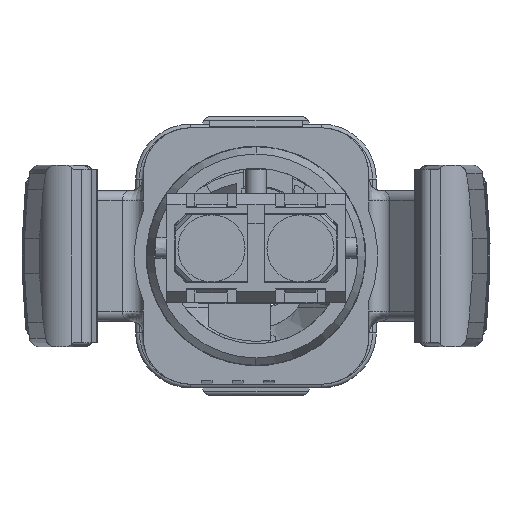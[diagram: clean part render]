
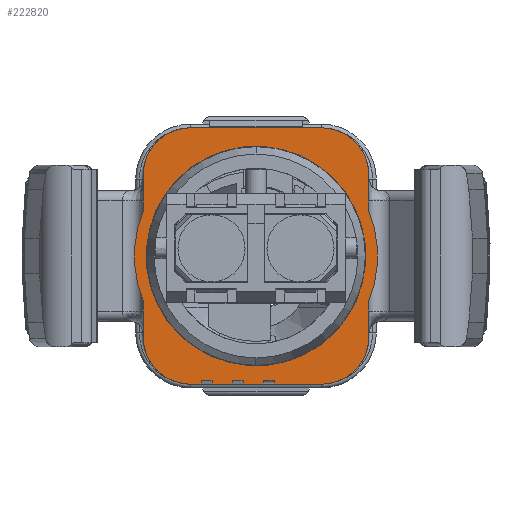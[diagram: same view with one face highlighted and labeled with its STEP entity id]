
A CAD part, front view. The second image highlights one B-rep face of the part: STEP entity #222820.
In plain terms, the highlighted face is planar.
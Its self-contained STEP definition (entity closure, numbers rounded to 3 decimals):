
#183780=CARTESIAN_POINT('',(-225.161,154.879,
2.05));
#183790=VERTEX_POINT('',#183780);
#184100=CARTESIAN_POINT('',(-223.511,154.879,
2.05));
#184110=VERTEX_POINT('',#184100);
#184140=CARTESIAN_POINT('',(-225.561,154.879,2.05
));
#184150=DIRECTION('',(1.,0.,0.));
#184160=VECTOR('',#184150,1.);
#184170=LINE('',#184140,#184160);
#184180=EDGE_CURVE('',#183790,#184110,#184170,.T.);
#192240=CARTESIAN_POINT('',(-220.961,154.879,
2.05));
#192250=VERTEX_POINT('',#192240);
#192400=CARTESIAN_POINT('',(-220.961,155.179,
2.05));
#192410=VERTEX_POINT('',#192400);
#192440=CARTESIAN_POINT('',(-220.961,224.19,
2.05));
#192450=DIRECTION('',(0.,-1.,0.));
#192460=VECTOR('',#192450,1.);
#192470=LINE('',#192440,#192460);
#192480=EDGE_CURVE('',#192410,#192250,#192470,.T.);
#201240=CARTESIAN_POINT('',(-233.821,161.721,
2.05));
#201250=VERTEX_POINT('',#201240);
#201300=CARTESIAN_POINT('',(-224.561,165.389,2.05));
#201310=DIRECTION('',(0.,0.,1.));
#201320=DIRECTION('',(1.,0.,0.));
#201330=AXIS2_PLACEMENT_3D('',#201300,#201310,#201320);
#201340=CIRCLE('',#201330,9.96);
#201350=CARTESIAN_POINT('',(-233.821,169.057,
2.05));
#201360=VERTEX_POINT('',#201350);
#201370=EDGE_CURVE('',#201360,#201250,#201340,.T.);
#220060=CARTESIAN_POINT('',(-222.611,154.879,
2.05));
#220070=VERTEX_POINT('',#220060);
#220140=CARTESIAN_POINT('',(-225.561,154.879,2.05
));
#220150=DIRECTION('',(-1.,0.,0.));
#220160=VECTOR('',#220150,1.);
#220170=LINE('',#220140,#220160);
#220180=EDGE_CURVE('',#192250,#220070,#220170,.T.);
#221050=CARTESIAN_POINT('',(-215.301,166.639,2.05
));
#221060=DIRECTION('',(0.,0.,-1.));
#221070=DIRECTION('',(-1.,0.,0.));
#221080=AXIS2_PLACEMENT_3D('',#221050,#221060,#221070);
#221090=PLANE('',#221080);
#221100=CARTESIAN_POINT('',(-224.561,165.389,2.05));
#221110=DIRECTION('',(0.,0.,-1.));
#221120=DIRECTION('',(-1.,0.,0.));
#221130=AXIS2_PLACEMENT_3D('',#221100,#221110,#221120);
#221140=CIRCLE('',#221130,8.96);
#221150=CARTESIAN_POINT('',(-233.521,165.389,2.05));
#221160=VERTEX_POINT('',#221150);
#221170=CARTESIAN_POINT('',(-215.601,165.389,2.05));
#221180=VERTEX_POINT('',#221170);
#221190=EDGE_CURVE('',#221160,#221180,#221140,.T.);
#221200=ORIENTED_EDGE('',*,*,#221190,.F.);
#221210=EDGE_CURVE('',#221180,#221160,#221140,.T.);
#221220=ORIENTED_EDGE('',*,*,#221210,.F.);
#221230=EDGE_LOOP('',(#221220,#221200));
#221240=FACE_BOUND('',#221230,.T.);
#221250=CARTESIAN_POINT('',(-223.511,224.19,2.05
));
#221260=DIRECTION('',(0.,-1.,0.));
#221270=VECTOR('',#221260,1.);
#221280=LINE('',#221250,#221270);
#221290=CARTESIAN_POINT('',(-223.511,155.179,
2.05));
#221300=VERTEX_POINT('',#221290);
#221310=EDGE_CURVE('',#221300,#184110,#221280,.T.);
#221320=ORIENTED_EDGE('',*,*,#221310,.T.);
#221330=CARTESIAN_POINT('',(-225.561,155.179,
2.05));
#221340=DIRECTION('',(-1.,0.,0.));
#221350=VECTOR('',#221340,1.);
#221360=LINE('',#221330,#221350);
#221370=CARTESIAN_POINT('',(-222.611,155.179,
2.05));
#221380=VERTEX_POINT('',#221370);
#221390=EDGE_CURVE('',#221380,#221300,#221360,.T.);
#221400=ORIENTED_EDGE('',*,*,#221390,.T.);
#221410=CARTESIAN_POINT('',(-222.611,224.19,
2.05));
#221420=DIRECTION('',(0.,1.,0.));
#221430=VECTOR('',#221420,1.);
#221440=LINE('',#221410,#221430);
#221450=EDGE_CURVE('',#220070,#221380,#221440,.T.);
#221460=ORIENTED_EDGE('',*,*,#221450,.T.);
#221470=ORIENTED_EDGE('',*,*,#220180,.T.);
#221480=ORIENTED_EDGE('',*,*,#192480,.T.);
#221490=CARTESIAN_POINT('',(-225.561,155.179,
2.05));
#221500=DIRECTION('',(1.,0.,0.));
#221510=VECTOR('',#221500,1.);
#221520=LINE('',#221490,#221510);
#221530=CARTESIAN_POINT('',(-220.061,155.179,
2.05));
#221540=VERTEX_POINT('',#221530);
#221550=EDGE_CURVE('',#192410,#221540,#221520,.T.);
#221560=ORIENTED_EDGE('',*,*,#221550,.F.);
#221570=CARTESIAN_POINT('',(-220.061,224.19,
2.05));
#221580=DIRECTION('',(0.,1.,0.));
#221590=VECTOR('',#221580,1.);
#221600=LINE('',#221570,#221590);
#221610=CARTESIAN_POINT('',(-220.061,154.879,
2.05));
#221620=VERTEX_POINT('',#221610);
#221630=EDGE_CURVE('',#221620,#221540,#221600,.T.);
#221640=ORIENTED_EDGE('',*,*,#221630,.T.);
#221650=CARTESIAN_POINT('',(-225.561,154.879,2.05
));
#221660=DIRECTION('',(1.,0.,0.));
#221670=VECTOR('',#221660,1.);
#221680=LINE('',#221650,#221670);
#221690=CARTESIAN_POINT('',(-219.201,154.879,
2.05));
#221700=VERTEX_POINT('',#221690);
#221710=EDGE_CURVE('',#221620,#221700,#221680,.T.);
#221720=ORIENTED_EDGE('',*,*,#221710,.F.);
#221730=CARTESIAN_POINT('',(-219.201,158.779,
2.05));
#221740=DIRECTION('',(0.,0.,-1.));
#221750=DIRECTION('',(0.,1.,0.));
#221760=AXIS2_PLACEMENT_3D('',#221730,#221740,#221750);
#221770=CIRCLE('',#221760,3.9);
#221780=CARTESIAN_POINT('',(-215.301,158.779,
2.05));
#221790=VERTEX_POINT('',#221780);
#221800=EDGE_CURVE('',#221790,#221700,#221770,.T.);
#221810=ORIENTED_EDGE('',*,*,#221800,.T.);
#221820=CARTESIAN_POINT('',(-215.301,224.19,2.05
));
#221830=DIRECTION('',(0.,1.,0.));
#221840=VECTOR('',#221830,1.);
#221850=LINE('',#221820,#221840);
#221860=CARTESIAN_POINT('',(-215.301,161.721,
2.05));
#221870=VERTEX_POINT('',#221860);
#221880=EDGE_CURVE('',#221790,#221870,#221850,.T.);
#221890=ORIENTED_EDGE('',*,*,#221880,.F.);
#221900=CARTESIAN_POINT('',(-224.561,165.389,2.05));
#221910=DIRECTION('',(0.,0.,1.));
#221920=DIRECTION('',(-1.,0.,0.));
#221930=AXIS2_PLACEMENT_3D('',#221900,#221910,#221920);
#221940=CIRCLE('',#221930,9.96);
#221950=CARTESIAN_POINT('',(-215.301,169.057,
2.05));
#221960=VERTEX_POINT('',#221950);
#221970=EDGE_CURVE('',#221870,#221960,#221940,.T.);
#221980=ORIENTED_EDGE('',*,*,#221970,.F.);
#221990=CARTESIAN_POINT('',(-215.301,171.999,
2.05));
#222000=VERTEX_POINT('',#221990);
#222010=EDGE_CURVE('',#221960,#222000,#221850,.T.);
#222020=ORIENTED_EDGE('',*,*,#222010,.F.);
#222030=CARTESIAN_POINT('',(-219.201,171.999,
2.05));
#222040=DIRECTION('',(0.,0.,-1.));
#222050=DIRECTION('',(0.,1.,0.));
#222060=AXIS2_PLACEMENT_3D('',#222030,#222040,#222050);
#222070=CIRCLE('',#222060,3.9);
#222080=CARTESIAN_POINT('',(-219.201,175.899,
2.05));
#222090=VERTEX_POINT('',#222080);
#222100=EDGE_CURVE('',#222090,#222000,#222070,.T.);
#222110=ORIENTED_EDGE('',*,*,#222100,.T.);
#222120=CARTESIAN_POINT('',(-225.561,175.899,
2.05));
#222130=DIRECTION('',(-1.,0.,0.));
#222140=VECTOR('',#222130,1.);
#222150=LINE('',#222120,#222140);
#222160=CARTESIAN_POINT('',(-229.921,175.899,
2.05));
#222170=VERTEX_POINT('',#222160);
#222180=EDGE_CURVE('',#222090,#222170,#222150,.T.);
#222190=ORIENTED_EDGE('',*,*,#222180,.F.);
#222200=CARTESIAN_POINT('',(-229.921,171.999,
2.05));
#222210=DIRECTION('',(0.,0.,-1.));
#222220=DIRECTION('',(0.,1.,0.));
#222230=AXIS2_PLACEMENT_3D('',#222200,#222210,#222220);
#222240=CIRCLE('',#222230,3.9);
#222250=CARTESIAN_POINT('',(-233.821,171.999,
2.05));
#222260=VERTEX_POINT('',#222250);
#222270=EDGE_CURVE('',#222260,#222170,#222240,.T.);
#222280=ORIENTED_EDGE('',*,*,#222270,.T.);
#222290=CARTESIAN_POINT('',(-233.821,224.19,
2.05));
#222300=DIRECTION('',(0.,-1.,0.));
#222310=VECTOR('',#222300,1.);
#222320=LINE('',#222290,#222310);
#222330=EDGE_CURVE('',#222260,#201360,#222320,.T.);
#222340=ORIENTED_EDGE('',*,*,#222330,.F.);
#222350=ORIENTED_EDGE('',*,*,#201370,.F.);
#222360=CARTESIAN_POINT('',(-233.821,158.779,
2.05));
#222370=VERTEX_POINT('',#222360);
#222380=EDGE_CURVE('',#201250,#222370,#222320,.T.);
#222390=ORIENTED_EDGE('',*,*,#222380,.F.);
#222400=CARTESIAN_POINT('',(-229.921,158.779,
2.05));
#222410=DIRECTION('',(0.,0.,1.));
#222420=DIRECTION('',(0.,-1.,0.));
#222430=AXIS2_PLACEMENT_3D('',#222400,#222410,#222420);
#222440=CIRCLE('',#222430,3.9);
#222450=CARTESIAN_POINT('',(-229.921,154.879,
2.05));
#222460=VERTEX_POINT('',#222450);
#222470=EDGE_CURVE('',#222370,#222460,#222440,.T.);
#222480=ORIENTED_EDGE('',*,*,#222470,.F.);
#222490=CARTESIAN_POINT('',(-225.561,154.879,2.05
));
#222500=DIRECTION('',(1.,0.,0.));
#222510=VECTOR('',#222500,1.);
#222520=LINE('',#222490,#222510);
#222530=CARTESIAN_POINT('',(-226.061,154.879,
2.05));
#222540=VERTEX_POINT('',#222530);
#222550=EDGE_CURVE('',#222460,#222540,#222520,.T.);
#222560=ORIENTED_EDGE('',*,*,#222550,.F.);
#222570=CARTESIAN_POINT('',(-226.061,224.19,
2.05));
#222580=DIRECTION('',(0.,1.,0.));
#222590=VECTOR('',#222580,1.);
#222600=LINE('',#222570,#222590);
#222610=CARTESIAN_POINT('',(-226.061,155.179,
2.05));
#222620=VERTEX_POINT('',#222610);
#222630=EDGE_CURVE('',#222540,#222620,#222600,.T.);
#222640=ORIENTED_EDGE('',*,*,#222630,.F.);
#222650=CARTESIAN_POINT('',(-225.561,155.179,
2.05));
#222660=DIRECTION('',(1.,0.,0.));
#222670=VECTOR('',#222660,1.);
#222680=LINE('',#222650,#222670);
#222690=CARTESIAN_POINT('',(-225.161,155.179,
2.05));
#222700=VERTEX_POINT('',#222690);
#222710=EDGE_CURVE('',#222620,#222700,#222680,.T.);
#222720=ORIENTED_EDGE('',*,*,#222710,.F.);
#222730=CARTESIAN_POINT('',(-225.161,224.19,
2.05));
#222740=DIRECTION('',(0.,-1.,0.));
#222750=VECTOR('',#222740,1.);
#222760=LINE('',#222730,#222750);
#222770=EDGE_CURVE('',#222700,#183790,#222760,.T.);
#222780=ORIENTED_EDGE('',*,*,#222770,.F.);
#222790=ORIENTED_EDGE('',*,*,#184180,.F.);
#222800=EDGE_LOOP('',(#222790,#222780,#222720,#222640,#222560,#222480,
#222390,#222350,#222340,#222280,#222190,#222110,#222020,#221980,#221890,
#221810,#221720,#221640,#221560,#221480,#221470,#221460,#221400,#221320)
);
#222810=FACE_OUTER_BOUND('',#222800,.T.);
#222820=ADVANCED_FACE('',(#221240,#222810),#221090,.T.);
